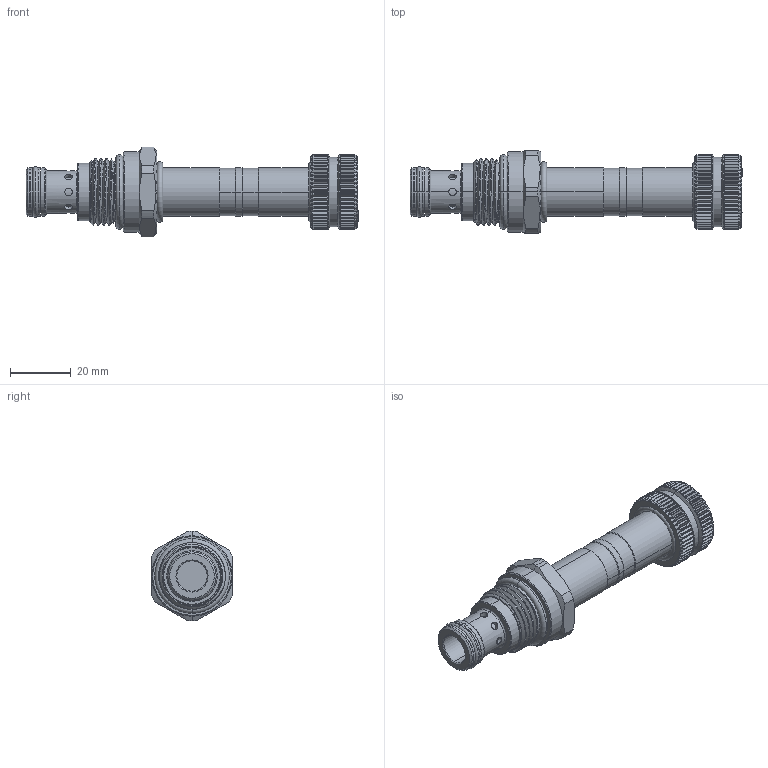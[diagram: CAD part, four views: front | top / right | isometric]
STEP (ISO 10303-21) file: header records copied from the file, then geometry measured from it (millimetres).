
FILE_DESCRIPTION (( 'STEP AP203' ), '1' );
FILE_NAME ('ES10W2C14N04.STEP', '2020-04-08T08:20:05', ( '' ), ( '' ), 'SwSTEP 2.0', 'SolidWorks 2018', '' );
FILE_SCHEMA (( 'CONFIG_CONTROL_DESIGN' ));
Length unit declared in the file: millimetre
Products named in the file (1): ES10W2C14N04
Bounding box: 109.35 x 27 x 29.6 mm (x, y, z)
Volume: 30856.4 mm3; surface area: 10864.7 mm2
Topology: 5 solids, 5 shells, 986 faces, 2588 edges, 1631 vertices
Faces by surface type: plane 413, cylinder 403, cone 144, torus 18, bspline 8
Entity records: 34320 total; most frequent: CARTESIAN_POINT 10825, ORIENTED_EDGE 5176, DIRECTION 4611, EDGE_CURVE 2588, AXIS2_PLACEMENT_3D 1778, VERTEX_POINT 1631, VECTOR 1055, LINE 1055
